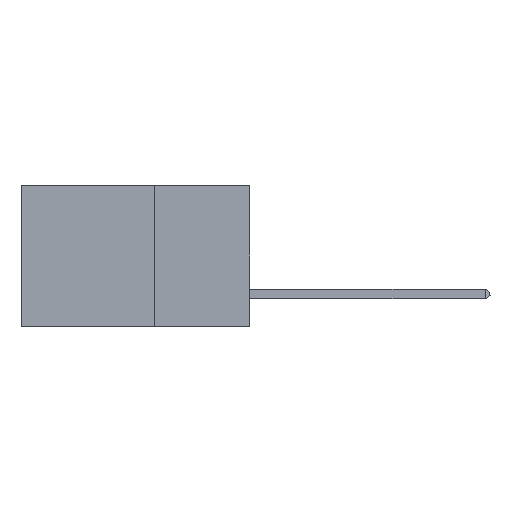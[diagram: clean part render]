
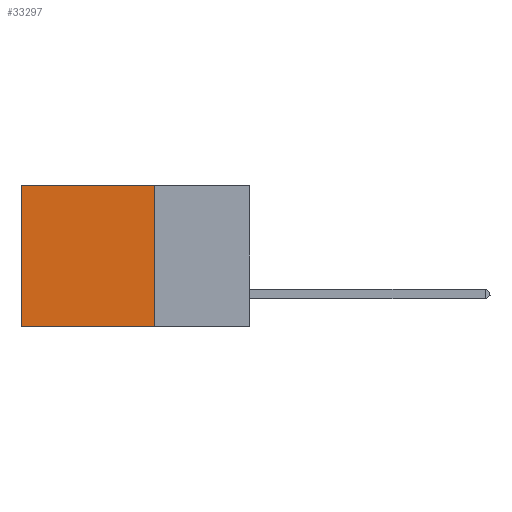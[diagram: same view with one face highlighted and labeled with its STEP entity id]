
A CAD part, left-side view. The second image highlights one B-rep face of the part: STEP entity #33297.
In plain terms, the highlighted planar face has unit normal (-1, 0, 0).
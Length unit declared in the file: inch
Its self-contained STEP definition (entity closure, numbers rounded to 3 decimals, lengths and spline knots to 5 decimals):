
#405 = EDGE_LOOP ( 'NONE', ( #36658, #5250, #8259, #34555 ) ) ;
#864 = DIRECTION ( 'NONE',  ( 0., 0., -1. ) ) ;
#1066 = EDGE_CURVE ( 'NONE', #37272, #28943, #7365, .T. ) ;
#3759 = PLANE ( 'NONE',  #38308 ) ;
#5049 = CARTESIAN_POINT ( 'NONE',  ( 0.2875, 0.6, -0.37 ) ) ;
#5250 = ORIENTED_EDGE ( 'NONE', *, *, #34863, .F. ) ;
#5967 = VERTEX_POINT ( 'NONE', #5049 ) ;
#7365 = LINE ( 'NONE', #31892, #32829 ) ;
#8259 = ORIENTED_EDGE ( 'NONE', *, *, #23667, .F. ) ;
#8508 = LINE ( 'NONE', #9166, #14077 ) ;
#9166 = CARTESIAN_POINT ( 'NONE',  ( 0.2875, 0.6, 0. ) ) ;
#14077 = VECTOR ( 'NONE', #29209, 39.37008 ) ;
#14744 = CARTESIAN_POINT ( 'NONE',  ( 0.2875, 0.25, -0.37 ) ) ;
#14961 = LINE ( 'NONE', #33757, #18670 ) ;
#18670 = VECTOR ( 'NONE', #864, 39.37008 ) ;
#18766 = CARTESIAN_POINT ( 'NONE',  ( 0.2875, 0.25, 0. ) ) ;
#19276 = CARTESIAN_POINT ( 'NONE',  ( 0.2875, 0.6, 0. ) ) ;
#21566 = VERTEX_POINT ( 'NONE', #23097 ) ;
#23097 = CARTESIAN_POINT ( 'NONE',  ( 0.2875, 0.25, -0.37 ) ) ;
#23667 = EDGE_CURVE ( 'NONE', #37272, #21566, #14961, .T. ) ;
#25971 = VECTOR ( 'NONE', #35444, 39.37008 ) ;
#27157 = DIRECTION ( 'NONE',  ( 1., 0., 0. ) ) ;
#27294 = DIRECTION ( 'NONE',  ( 0., 0., -1. ) ) ;
#28943 = VERTEX_POINT ( 'NONE', #19276 ) ;
#29209 = DIRECTION ( 'NONE',  ( 0., 0., -1. ) ) ;
#30243 = FACE_OUTER_BOUND ( 'NONE', #405, .T. ) ;
#31892 = CARTESIAN_POINT ( 'NONE',  ( 0.2875, 0.25, 0. ) ) ;
#32186 = CARTESIAN_POINT ( 'NONE',  ( 0.2875, 0.25, 0. ) ) ;
#32829 = VECTOR ( 'NONE', #33959, 39.37008 ) ;
#33297 = ADVANCED_FACE ( 'NONE', ( #30243 ), #3759, .F. ) ;
#33746 = EDGE_CURVE ( 'NONE', #28943, #5967, #8508, .T. ) ;
#33757 = CARTESIAN_POINT ( 'NONE',  ( 0.2875, 0.25, 0. ) ) ;
#33959 = DIRECTION ( 'NONE',  ( 0., 1., 0. ) ) ;
#34555 = ORIENTED_EDGE ( 'NONE', *, *, #1066, .T. ) ;
#34863 = EDGE_CURVE ( 'NONE', #21566, #5967, #36625, .T. ) ;
#35444 = DIRECTION ( 'NONE',  ( 0., 1., 0. ) ) ;
#36625 = LINE ( 'NONE', #14744, #25971 ) ;
#36658 = ORIENTED_EDGE ( 'NONE', *, *, #33746, .T. ) ;
#37272 = VERTEX_POINT ( 'NONE', #32186 ) ;
#38308 = AXIS2_PLACEMENT_3D ( 'NONE', #18766, #27157, #27294 ) ;
